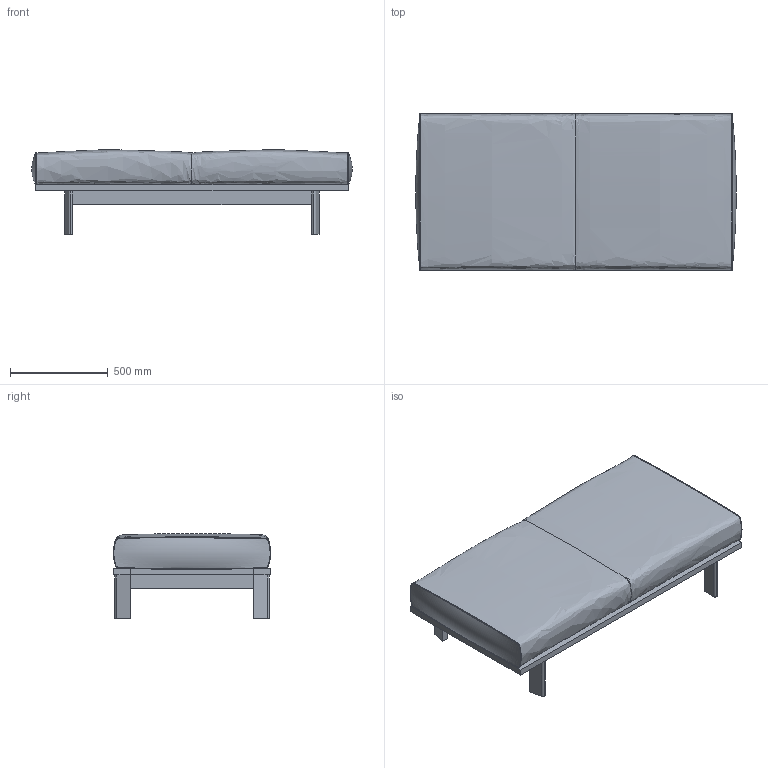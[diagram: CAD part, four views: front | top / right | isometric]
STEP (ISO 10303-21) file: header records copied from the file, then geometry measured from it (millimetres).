
FILE_DESCRIPTION(/* description */ (''),/* implementation_level */ '2;1');
FILE_NAME(/* name */ 'Rail_CB-492B_3D',/* time_stamp */ '2023-10-06T12:53:00+02:00',/* author */ (''),/* organization */ (''),/* preprocessor_version */ 'ST-DEVELOPER v16.5',/* originating_system */ 'Rhino 7.31',/* authorisation */ '');
FILE_SCHEMA (('AUTOMOTIVE_DESIGN'));
Length unit declared in the file: centimetre
Products named in the file (2): Document; Rail_CB-492B
Assembly tree (1 placements, depth 2):
  Document
    Rail_CB-492B
Bounding box: 1638.75 x 803.47 x 434.03 mm (x, y, z)
Volume: 33648102.5 mm3; surface area: 6500165.8 mm2
Topology: 26 solids, 30 shells, 158 faces, 324 edges, 216 vertices
Faces by surface type: plane 144, cylinder 8, bspline 6
Entity records: 24293 total; most frequent: CARTESIAN_POINT 21491, ORIENTED_EDGE 642, EDGE_CURVE 324, B_SPLINE_CURVE_WITH_KNOTS 304, VERTEX_POINT 216, DIRECTION 162, ADVANCED_FACE 158, FACE_OUTER_BOUND 158
